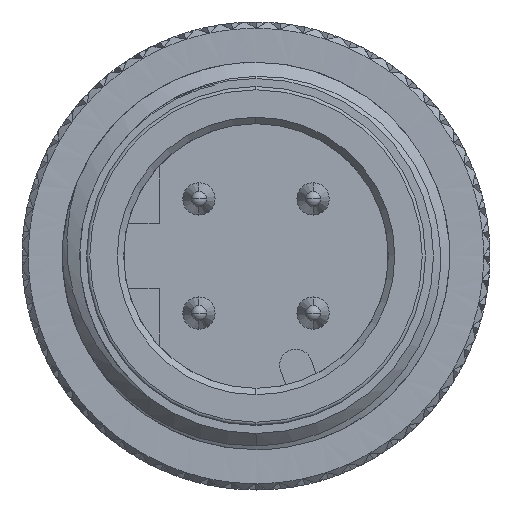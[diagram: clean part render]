
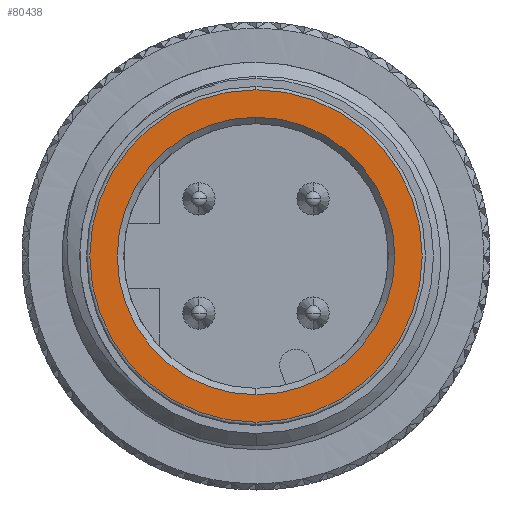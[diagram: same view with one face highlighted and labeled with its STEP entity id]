
A CAD part, left-side view. The second image highlights one B-rep face of the part: STEP entity #80438.
In plain terms, the highlighted planar face has unit normal (-1, 0, 0).
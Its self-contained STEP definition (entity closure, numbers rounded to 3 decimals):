
#1346 = AXIS2_PLACEMENT_3D ( 'NONE', #98467, #64194, #8513 ) ;
#7325 = DIRECTION ( 'NONE',  ( 1., 0., 0. ) ) ;
#8513 = DIRECTION ( 'NONE',  ( 0., 0., -1. ) ) ;
#8666 = AXIS2_PLACEMENT_3D ( 'NONE', #29650, #22149, #14119 ) ;
#13288 = CIRCLE ( 'NONE', #1346, 4.3 ) ;
#14119 = DIRECTION ( 'NONE',  ( 0., 0., -1. ) ) ;
#22045 = CARTESIAN_POINT ( 'NONE',  ( -9., 0., 5.15 ) ) ;
#22149 = DIRECTION ( 'NONE',  ( -1., 0., 0. ) ) ;
#23208 = CARTESIAN_POINT ( 'NONE',  ( -9., 0., 0. ) ) ;
#24011 = EDGE_CURVE ( 'NONE', #65797, #86109, #65775, .T. ) ;
#25446 = DIRECTION ( 'NONE',  ( -1., 0., 0. ) ) ;
#27312 = VERTEX_POINT ( 'NONE', #69229 ) ;
#29650 = CARTESIAN_POINT ( 'NONE',  ( -9., 0., 0. ) ) ;
#33873 = ORIENTED_EDGE ( 'NONE', *, *, #24011, .T. ) ;
#36535 = EDGE_LOOP ( 'NONE', ( #37787, #37155 ) ) ;
#37155 = ORIENTED_EDGE ( 'NONE', *, *, #62386, .T. ) ;
#37787 = ORIENTED_EDGE ( 'NONE', *, *, #67476, .T. ) ;
#39356 = AXIS2_PLACEMENT_3D ( 'NONE', #104795, #7325, #103741 ) ;
#39815 = DIRECTION ( 'NONE',  ( 1., 0., 0. ) ) ;
#41043 = FACE_OUTER_BOUND ( 'NONE', #90251, .T. ) ;
#44957 = VERTEX_POINT ( 'NONE', #87013 ) ;
#49090 = FACE_BOUND ( 'NONE', #36535, .T. ) ;
#50001 = CIRCLE ( 'NONE', #63636, 4.3 ) ;
#56037 = PLANE ( 'NONE',  #39356 ) ;
#62386 = EDGE_CURVE ( 'NONE', #27312, #44957, #50001, .T. ) ;
#63636 = AXIS2_PLACEMENT_3D ( 'NONE', #23208, #39815, #88525 ) ;
#64194 = DIRECTION ( 'NONE',  ( 1., 0., 0. ) ) ;
#65775 = CIRCLE ( 'NONE', #84566, 5.15 ) ;
#65797 = VERTEX_POINT ( 'NONE', #22045 ) ;
#67476 = EDGE_CURVE ( 'NONE', #44957, #27312, #13288, .T. ) ;
#69229 = CARTESIAN_POINT ( 'NONE',  ( -9., 0., -4.3 ) ) ;
#74156 = CARTESIAN_POINT ( 'NONE',  ( -9., 0., 0. ) ) ;
#80438 = ADVANCED_FACE ( 'NONE', ( #49090, #41043 ), #56037, .F. ) ;
#84566 = AXIS2_PLACEMENT_3D ( 'NONE', #74156, #25446, #98806 ) ;
#86109 = VERTEX_POINT ( 'NONE', #96194 ) ;
#87013 = CARTESIAN_POINT ( 'NONE',  ( -9., 0., 4.3 ) ) ;
#88525 = DIRECTION ( 'NONE',  ( 0., 0., -1. ) ) ;
#90251 = EDGE_LOOP ( 'NONE', ( #105016, #33873 ) ) ;
#96194 = CARTESIAN_POINT ( 'NONE',  ( -9., 0., -5.15 ) ) ;
#98467 = CARTESIAN_POINT ( 'NONE',  ( -9., 0., 0. ) ) ;
#98806 = DIRECTION ( 'NONE',  ( 0., 0., -1. ) ) ;
#101019 = CIRCLE ( 'NONE', #8666, 5.15 ) ;
#103063 = EDGE_CURVE ( 'NONE', #86109, #65797, #101019, .T. ) ;
#103741 = DIRECTION ( 'NONE',  ( 0., 0., -1. ) ) ;
#104795 = CARTESIAN_POINT ( 'NONE',  ( -9., 4.1, 0. ) ) ;
#105016 = ORIENTED_EDGE ( 'NONE', *, *, #103063, .T. ) ;
